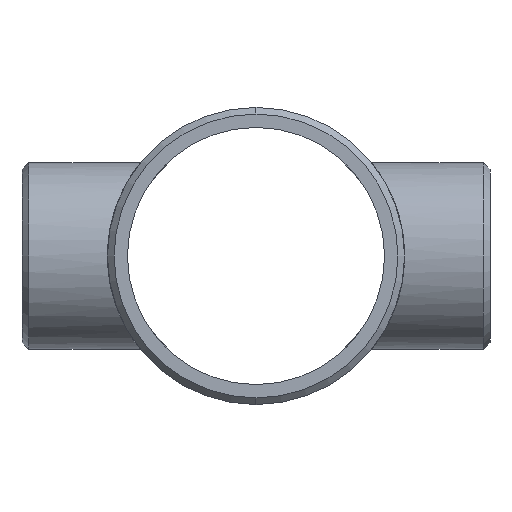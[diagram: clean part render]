
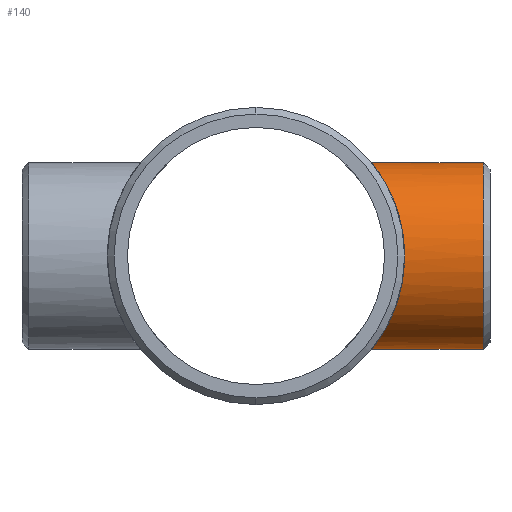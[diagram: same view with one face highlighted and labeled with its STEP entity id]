
A CAD part, left-side view. The second image highlights one B-rep face of the part: STEP entity #140.
In plain terms, the highlighted cylindrical face has radius 44.45 mm (diameter 88.9 mm), a partial arc.
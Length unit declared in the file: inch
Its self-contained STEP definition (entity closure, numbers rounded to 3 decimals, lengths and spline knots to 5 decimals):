
#42 = CARTESIAN_POINT ( 'NONE',  ( 0., -2.162, -1.75 ) ) ;
#47 = VERTEX_POINT ( 'NONE', #106 ) ;
#54 = CARTESIAN_POINT ( 'NONE',  ( -0.378, -2.19461, 1.70894 ) ) ;
#68 = CYLINDRICAL_SURFACE ( 'NONE', #855, 1.75 ) ;
#78 = CARTESIAN_POINT ( 'NONE',  ( -0.88626, -2.33509, -1.51307 ) ) ;
#83 = CARTESIAN_POINT ( 'NONE',  ( -0.23729, -2.17479, -1.73409 ) ) ;
#88 = CARTESIAN_POINT ( 'NONE',  ( -1.75022, -2.78164, -0.11497 ) ) ;
#92 = CARTESIAN_POINT ( 'NONE',  ( -0.57373, -2.23619, 1.65429 ) ) ;
#93 = EDGE_CURVE ( 'NONE', #47, #170, #1015, .T. ) ;
#95 = CARTESIAN_POINT ( 'NONE',  ( -1.48073, -2.62043, -0.93315 ) ) ;
#106 = CARTESIAN_POINT ( 'NONE',  ( 0., -4.255, -1.75 ) ) ;
#140 = ADVANCED_FACE ( 'NONE', ( #357 ), #68, .T. ) ;
#153 = CARTESIAN_POINT ( 'NONE',  ( -0.46313, -2.21087, 1.68786 ) ) ;
#170 = VERTEX_POINT ( 'NONE', #444 ) ;
#175 = CARTESIAN_POINT ( 'NONE',  ( -1.46542, -2.61181, -0.95699 ) ) ;
#179 = CARTESIAN_POINT ( 'NONE',  ( -0.54812, -2.23024, -1.6622 ) ) ;
#186 = CARTESIAN_POINT ( 'NONE',  ( -1.15506, -2.45091, -1.31584 ) ) ;
#193 = CARTESIAN_POINT ( 'NONE',  ( -0.0745, -2.16323, -1.74848 ) ) ;
#197 = CARTESIAN_POINT ( 'NONE',  ( -0.954, -2.36303, 1.46737 ) ) ;
#223 = DIRECTION ( 'NONE',  ( 0., 1., 0. ) ) ;
#230 = VECTOR ( 'NONE', #1057, 39.37008 ) ;
#249 = CARTESIAN_POINT ( 'NONE',  ( 0., -2.162, 1.75 ) ) ;
#275 = CARTESIAN_POINT ( 'NONE',  ( -0.8578, -2.32584, 1.52561 ) ) ;
#282 = CARTESIAN_POINT ( 'NONE',  ( -1.51087, -2.63709, 0.8901 ) ) ;
#287 = CARTESIAN_POINT ( 'NONE',  ( -1.38641, -2.5678, -1.07383 ) ) ;
#293 = CARTESIAN_POINT ( 'NONE',  ( -0.40977, -2.19977, -1.70234 ) ) ;
#296 = CARTESIAN_POINT ( 'NONE',  ( -1.7037, -2.75259, -0.40417 ) ) ;
#305 = EDGE_CURVE ( 'NONE', #440, #1254, #661, .T. ) ;
#357 = FACE_OUTER_BOUND ( 'NONE', #1259, .T. ) ;
#375 = CARTESIAN_POINT ( 'NONE',  ( -1.74913, -2.78096, 0.06257 ) ) ;
#379 = CARTESIAN_POINT ( 'NONE',  ( -0.57533, -2.23709, -1.65297 ) ) ;
#385 = CARTESIAN_POINT ( 'NONE',  ( -0.62739, -2.25064, 1.63466 ) ) ;
#391 = CARTESIAN_POINT ( 'NONE',  ( -1.51032, -2.63726, -0.88445 ) ) ;
#395 = CARTESIAN_POINT ( 'NONE',  ( -1.74367, -2.77752, 0.15159 ) ) ;
#400 = B_SPLINE_CURVE_WITH_KNOTS ( 'NONE', 3,
 ( #447, #840, #1229, #54, #454, #153, #1076, #92, #385, #779, #1268, #275, #1253, #992, #197, #674, #682, #887, #775, #882, #1271, #877, #1156, #282, #581, #864, #1258, #1169, #1163, #395, #695, #375, #790, #88, #1180, #296, #1084, #976, #483, #770, #1065, #590, #391, #95, #175, #287, #677, #1177, #186, #995, #574, #78, #478, #871, #578, #379, #179, #1071, #293, #982, #690, #83, #986, #1080, #490, #193, #587, #429, #603, #42 ),
 .UNSPECIFIED., .F., .F.,
 ( 4, 2, 2, 2, 2, 2, 2, 2, 2, 2, 2, 2, 2, 2, 2, 2, 2, 2, 2, 2, 2, 2, 2, 2, 2, 2, 2, 2, 2, 2, 2, 2, 2, 2, 4 ),
 ( 0.14296, 0.15187, 0.1541, 0.15633, 0.16079, 0.16524, 0.16747, 0.1697, 0.17861, 0.18084, 0.18306, 0.18752, 0.19643, 0.20534, 0.2098, 0.21202, 0.21425, 0.22316, 0.22762, 0.23207, 0.23653, 0.23876, 0.24099, 0.2499, 0.25435, 0.25881, 0.26772, 0.26995, 0.27217, 0.27663, 0.27886, 0.28109, 0.28331, 0.28443, 0.28554 ),
 .UNSPECIFIED. ) ;
#429 = CARTESIAN_POINT ( 'NONE',  ( -0.02984, -2.16215, -1.74981 ) ) ;
#440 = VERTEX_POINT ( 'NONE', #897 ) ;
#444 = CARTESIAN_POINT ( 'NONE',  ( 0., -2.162, -1.75 ) ) ;
#447 = CARTESIAN_POINT ( 'NONE',  ( 0., -2.162, 1.75 ) ) ;
#448 = ORIENTED_EDGE ( 'NONE', *, *, #639, .T. ) ;
#454 = CARTESIAN_POINT ( 'NONE',  ( -0.40651, -2.19971, 1.70238 ) ) ;
#455 = ORIENTED_EDGE ( 'NONE', *, *, #305, .T. ) ;
#478 = CARTESIAN_POINT ( 'NONE',  ( -0.78804, -2.29894, -1.56673 ) ) ;
#483 = CARTESIAN_POINT ( 'NONE',  ( -1.63483, -2.71046, -0.627 ) ) ;
#490 = CARTESIAN_POINT ( 'NONE',  ( -0.11907, -2.16507, -1.7462 ) ) ;
#548 = VECTOR ( 'NONE', #223, 39.37008 ) ;
#560 = DIRECTION ( 'NONE',  ( 0., 1., 0. ) ) ;
#574 = CARTESIAN_POINT ( 'NONE',  ( -1.02446, -2.39207, -1.41988 ) ) ;
#578 = CARTESIAN_POINT ( 'NONE',  ( -0.62927, -2.25157, -1.6332 ) ) ;
#581 = CARTESIAN_POINT ( 'NONE',  ( -1.5653, -2.66891, 0.79105 ) ) ;
#587 = CARTESIAN_POINT ( 'NONE',  ( -0.05962, -2.16277, -1.74905 ) ) ;
#590 = CARTESIAN_POINT ( 'NONE',  ( -1.5246, -2.64547, -0.8596 ) ) ;
#603 = CARTESIAN_POINT ( 'NONE',  ( -0.01488, -2.162, -1.75 ) ) ;
#617 = CARTESIAN_POINT ( 'NONE',  ( 0., -4.38, -1.75 ) ) ;
#639 = EDGE_CURVE ( 'NONE', #47, #440, #664, .T. ) ;
#661 = LINE ( 'NONE', #1048, #230 ) ;
#664 = CIRCLE ( 'NONE', #702, 1.75 ) ;
#674 = CARTESIAN_POINT ( 'NONE',  ( -1.0697, -2.41068, 1.3895 ) ) ;
#677 = CARTESIAN_POINT ( 'NONE',  ( -1.31533, -2.52975, -1.15969 ) ) ;
#682 = CARTESIAN_POINT ( 'NONE',  ( -1.15534, -2.45037, 1.31916 ) ) ;
#690 = CARTESIAN_POINT ( 'NONE',  ( -0.29544, -2.1819, -1.72513 ) ) ;
#695 = CARTESIAN_POINT ( 'NONE',  ( -1.74599, -2.77898, 0.12207 ) ) ;
#702 = AXIS2_PLACEMENT_3D ( 'NONE', #809, #1096, #1207 ) ;
#770 = CARTESIAN_POINT ( 'NONE',  ( -1.59025, -2.68381, -0.73274 ) ) ;
#771 = ORIENTED_EDGE ( 'NONE', *, *, #93, .F. ) ;
#775 = CARTESIAN_POINT ( 'NONE',  ( -1.2738, -2.50929, 1.2003 ) ) ;
#779 = CARTESIAN_POINT ( 'NONE',  ( -0.73208, -2.28204, 1.59053 ) ) ;
#790 = CARTESIAN_POINT ( 'NONE',  ( -1.74994, -2.78146, 0.03287 ) ) ;
#809 = CARTESIAN_POINT ( 'NONE',  ( 0., -4.255, 0. ) ) ;
#840 = CARTESIAN_POINT ( 'NONE',  ( -0.11858, -2.162, 1.75 ) ) ;
#855 = AXIS2_PLACEMENT_3D ( 'NONE', #1243, #560, #1155 ) ;
#864 = CARTESIAN_POINT ( 'NONE',  ( -1.65599, -2.72309, 0.57763 ) ) ;
#871 = CARTESIAN_POINT ( 'NONE',  ( -0.65605, -2.25921, -1.62263 ) ) ;
#877 = CARTESIAN_POINT ( 'NONE',  ( -1.38328, -2.56647, 1.07339 ) ) ;
#882 = CARTESIAN_POINT ( 'NONE',  ( -1.31155, -2.52866, 1.15893 ) ) ;
#887 = CARTESIAN_POINT ( 'NONE',  ( -1.25436, -2.49947, 1.2206 ) ) ;
#897 = CARTESIAN_POINT ( 'NONE',  ( 0., -4.255, 1.75 ) ) ;
#952 = EDGE_CURVE ( 'NONE', #1254, #170, #400, .T. ) ;
#976 = CARTESIAN_POINT ( 'NONE',  ( -1.65463, -2.72247, -0.5728 ) ) ;
#982 = CARTESIAN_POINT ( 'NONE',  ( -0.32423, -2.18599, -1.71995 ) ) ;
#986 = CARTESIAN_POINT ( 'NONE',  ( -0.20786, -2.17177, -1.73787 ) ) ;
#992 = CARTESIAN_POINT ( 'NONE',  ( -0.93042, -2.3536, 1.48243 ) ) ;
#995 = CARTESIAN_POINT ( 'NONE',  ( -1.06899, -2.41154, -1.38668 ) ) ;
#1015 = LINE ( 'NONE', #617, #548 ) ;
#1046 = ORIENTED_EDGE ( 'NONE', *, *, #952, .T. ) ;
#1048 = CARTESIAN_POINT ( 'NONE',  ( 0., -4.38, 1.75 ) ) ;
#1057 = DIRECTION ( 'NONE',  ( 0., 1., 0. ) ) ;
#1065 = CARTESIAN_POINT ( 'NONE',  ( -1.56547, -2.66917, -0.78426 ) ) ;
#1071 = CARTESIAN_POINT ( 'NONE',  ( -0.46572, -2.21095, -1.68787 ) ) ;
#1076 = CARTESIAN_POINT ( 'NONE',  ( -0.49105, -2.2169, 1.67994 ) ) ;
#1080 = CARTESIAN_POINT ( 'NONE',  ( -0.14871, -2.16691, -1.74392 ) ) ;
#1084 = CARTESIAN_POINT ( 'NONE',  ( -1.68905, -2.74353, -0.46153 ) ) ;
#1096 = DIRECTION ( 'NONE',  ( 0., 1., 0. ) ) ;
#1155 = DIRECTION ( 'NONE',  ( 0., 0., -1. ) ) ;
#1156 = CARTESIAN_POINT ( 'NONE',  ( -1.41675, -2.58471, 1.02881 ) ) ;
#1163 = CARTESIAN_POINT ( 'NONE',  ( -1.73454, -2.7718, 0.23944 ) ) ;
#1169 = CARTESIAN_POINT ( 'NONE',  ( -1.72557, -2.76618, 0.29709 ) ) ;
#1177 = CARTESIAN_POINT ( 'NONE',  ( -1.19675, -2.47089, -1.27805 ) ) ;
#1180 = CARTESIAN_POINT ( 'NONE',  ( -1.73857, -2.77426, -0.2316 ) ) ;
#1207 = DIRECTION ( 'NONE',  ( 0., 0., -1. ) ) ;
#1229 = CARTESIAN_POINT ( 'NONE',  ( -0.23499, -2.1718, 1.73808 ) ) ;
#1243 = CARTESIAN_POINT ( 'NONE',  ( 0., -4.38, 0. ) ) ;
#1253 = CARTESIAN_POINT ( 'NONE',  ( -0.88235, -2.33501, 1.51154 ) ) ;
#1254 = VERTEX_POINT ( 'NONE', #249 ) ;
#1258 = CARTESIAN_POINT ( 'NONE',  ( -1.6904, -2.74433, 0.46744 ) ) ;
#1259 = EDGE_LOOP ( 'NONE', ( #448, #455, #1046, #771 ) ) ;
#1268 = CARTESIAN_POINT ( 'NONE',  ( -0.78311, -2.29899, 1.56603 ) ) ;
#1271 = CARTESIAN_POINT ( 'NONE',  ( -1.32988, -2.53823, 1.13785 ) ) ;
